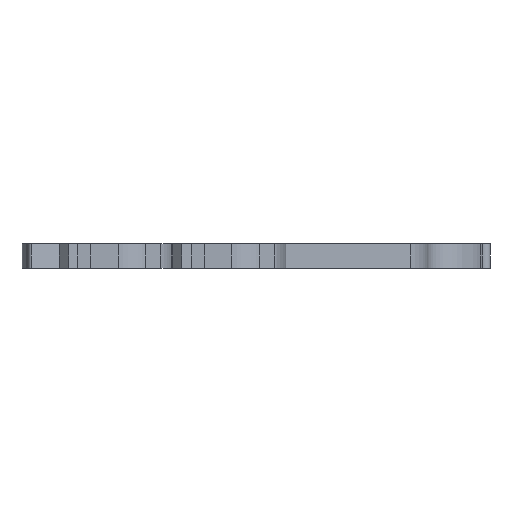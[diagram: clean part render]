
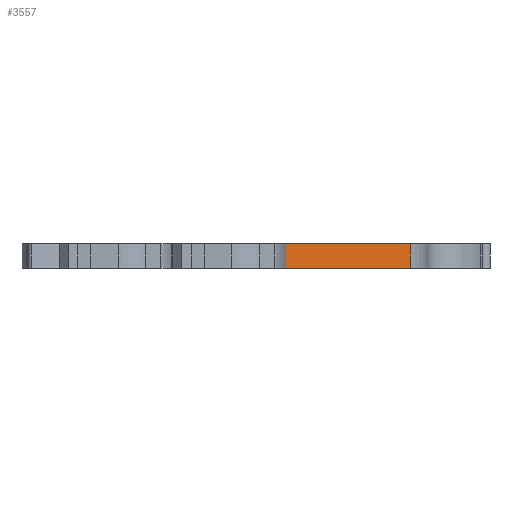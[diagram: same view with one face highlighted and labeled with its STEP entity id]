
A CAD part, left-side view. The second image highlights one B-rep face of the part: STEP entity #3557.
In plain terms, the highlighted planar face has unit normal (-0.707, -0.707, 0).
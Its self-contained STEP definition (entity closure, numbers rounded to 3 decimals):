
#24 = CARTESIAN_POINT ( 'NONE',  ( 286.818, 254.192, 6. ) ) ;
#97 = CARTESIAN_POINT ( 'NONE',  ( 286.818, 254.192, 6. ) ) ;
#98 = FACE_OUTER_BOUND ( 'NONE', #2583, .T. ) ;
#111 = CARTESIAN_POINT ( 'NONE',  ( 286.818, 254.192, 6. ) ) ;
#297 = LINE ( 'NONE', #97, #4215 ) ;
#335 = DIRECTION ( 'NONE',  ( -0.707, 0.707, 0. ) ) ;
#424 = VERTEX_POINT ( 'NONE', #1651 ) ;
#670 = DIRECTION ( 'NONE',  ( 0.707, 0.707, 0. ) ) ;
#836 = ORIENTED_EDGE ( 'NONE', *, *, #1040, .F. ) ;
#867 = ORIENTED_EDGE ( 'NONE', *, *, #3731, .T. ) ;
#1040 = EDGE_CURVE ( 'NONE', #2875, #424, #3499, .T. ) ;
#1077 = DIRECTION ( 'NONE',  ( 0.707, -0.707, 0. ) ) ;
#1100 = DIRECTION ( 'NONE',  ( 0.707, -0.707, 0. ) ) ;
#1345 = AXIS2_PLACEMENT_3D ( 'NONE', #24, #670, #335 ) ;
#1471 = CARTESIAN_POINT ( 'NONE',  ( 286.818, 254.192, 6. ) ) ;
#1473 = LINE ( 'NONE', #2350, #2390 ) ;
#1539 = VECTOR ( 'NONE', #1077, 1000. ) ;
#1651 = CARTESIAN_POINT ( 'NONE',  ( 317.575, 223.434, 0. ) ) ;
#1941 = EDGE_CURVE ( 'NONE', #3837, #2875, #3235, .T. ) ;
#2099 = DIRECTION ( 'NONE',  ( 0., 0., -1. ) ) ;
#2162 = DIRECTION ( 'NONE',  ( 0., 0., -1. ) ) ;
#2348 = ORIENTED_EDGE ( 'NONE', *, *, #1941, .F. ) ;
#2350 = CARTESIAN_POINT ( 'NONE',  ( 286.818, 254.192, 0. ) ) ;
#2390 = VECTOR ( 'NONE', #1100, 1000. ) ;
#2494 = CARTESIAN_POINT ( 'NONE',  ( 317.575, 223.434, 6. ) ) ;
#2583 = EDGE_LOOP ( 'NONE', ( #2738, #836, #2348, #867 ) ) ;
#2738 = ORIENTED_EDGE ( 'NONE', *, *, #3075, .T. ) ;
#2875 = VERTEX_POINT ( 'NONE', #3737 ) ;
#2896 = VECTOR ( 'NONE', #2162, 1000. ) ;
#3015 = PLANE ( 'NONE',  #1345 ) ;
#3075 = EDGE_CURVE ( 'NONE', #3456, #424, #1473, .T. ) ;
#3235 = LINE ( 'NONE', #1471, #1539 ) ;
#3456 = VERTEX_POINT ( 'NONE', #4024 ) ;
#3499 = LINE ( 'NONE', #2494, #2896 ) ;
#3557 = ADVANCED_FACE ( 'NONE', ( #98 ), #3015, .F. ) ;
#3731 = EDGE_CURVE ( 'NONE', #3837, #3456, #297, .T. ) ;
#3737 = CARTESIAN_POINT ( 'NONE',  ( 317.575, 223.434, 6. ) ) ;
#3837 = VERTEX_POINT ( 'NONE', #111 ) ;
#4024 = CARTESIAN_POINT ( 'NONE',  ( 286.818, 254.192, 0. ) ) ;
#4215 = VECTOR ( 'NONE', #2099, 1000. ) ;
